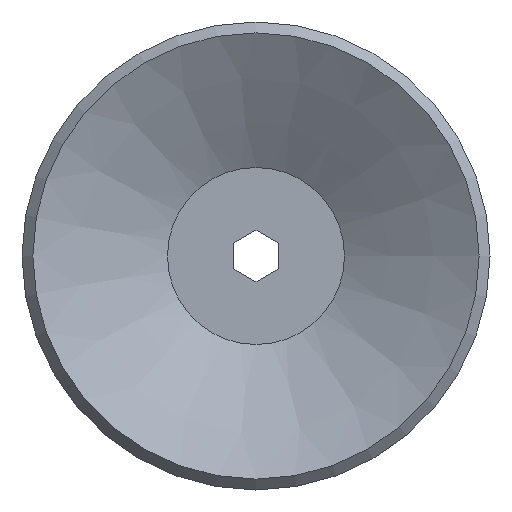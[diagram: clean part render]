
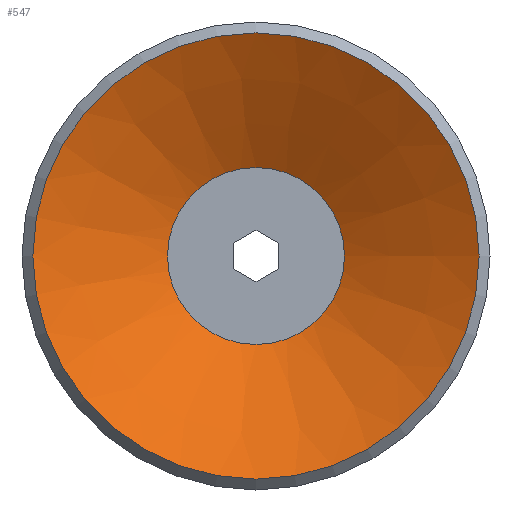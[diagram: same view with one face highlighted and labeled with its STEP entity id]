
A CAD part, front view. The second image highlights one B-rep face of the part: STEP entity #547.
In plain terms, the highlighted conical face has half-angle 60 degrees and reference radius 15 mm.
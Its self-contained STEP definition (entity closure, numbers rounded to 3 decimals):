
#60=CONICAL_SURFACE('',#591,15.,1.047);
#101=ORIENTED_EDGE('',*,*,#167,.F.);
#102=ORIENTED_EDGE('',*,*,#166,.T.);
#166=EDGE_CURVE('',#204,#204,#236,.T.);
#167=EDGE_CURVE('',#205,#205,#237,.T.);
#204=VERTEX_POINT('',#764);
#205=VERTEX_POINT('',#767);
#236=CIRCLE('',#590,15.);
#237=CIRCLE('',#592,5.95);
#267=EDGE_LOOP('',(#101));
#268=EDGE_LOOP('',(#102));
#315=FACE_BOUND('',#267,.T.);
#316=FACE_BOUND('',#268,.T.);
#547=ADVANCED_FACE('',(#315,#316),#60,.F.);
#590=AXIS2_PLACEMENT_3D('',#763,#661,#662);
#591=AXIS2_PLACEMENT_3D('',#765,#663,#664);
#592=AXIS2_PLACEMENT_3D('',#766,#665,#666);
#661=DIRECTION('',(0.,-1.,0.));
#662=DIRECTION('',(1.,0.,0.));
#663=DIRECTION('',(0.,-1.,0.));
#664=DIRECTION('',(1.,0.,0.));
#665=DIRECTION('',(0.,-1.,0.));
#666=DIRECTION('',(1.,0.,0.));
#763=CARTESIAN_POINT('',(0.,0.,0.));
#764=CARTESIAN_POINT('',(15.,0.,0.));
#765=CARTESIAN_POINT('',(0.,0.,0.));
#766=CARTESIAN_POINT('',(0.,5.225,0.));
#767=CARTESIAN_POINT('',(5.95,5.225,0.));
